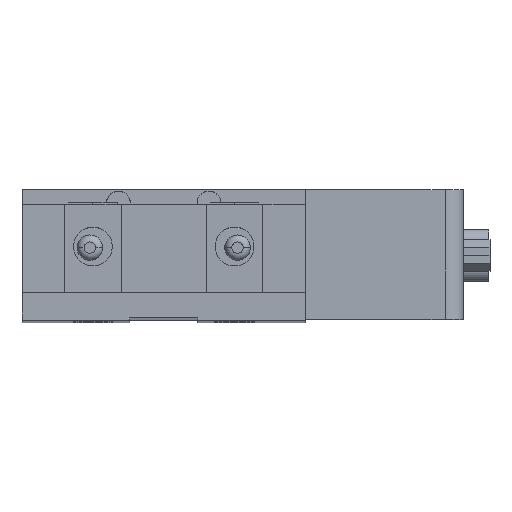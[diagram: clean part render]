
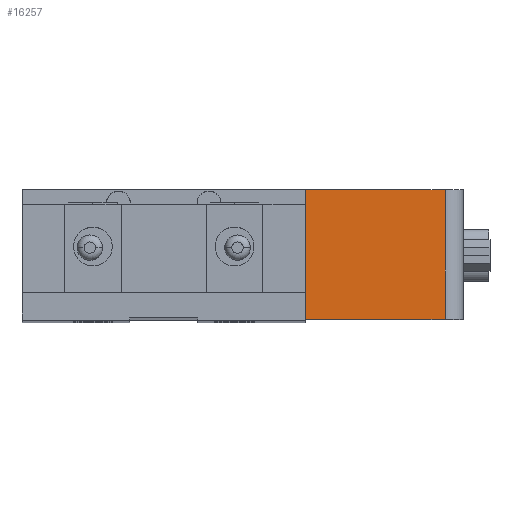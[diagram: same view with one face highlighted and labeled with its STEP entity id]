
A CAD part, top view. The second image highlights one B-rep face of the part: STEP entity #16257.
In plain terms, the highlighted planar face has unit normal (0, 0, 1).
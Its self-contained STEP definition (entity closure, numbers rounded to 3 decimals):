
#1519 = LINE ( 'NONE', #17496, #15478 ) ;
#1739 = PLANE ( 'NONE',  #5673 ) ;
#1799 = DIRECTION ( 'NONE',  ( 1., 0., 0. ) ) ;
#1837 = CARTESIAN_POINT ( 'NONE',  ( 43.41, -12.5, 18.5 ) ) ;
#2122 = DIRECTION ( 'NONE',  ( 1., 0., 0. ) ) ;
#3019 = EDGE_LOOP ( 'NONE', ( #17688, #4292, #9126, #10495 ) ) ;
#3184 = CARTESIAN_POINT ( 'NONE',  ( 49.635, -12.5, 18.5 ) ) ;
#4292 = ORIENTED_EDGE ( 'NONE', *, *, #6072, .T. ) ;
#4584 = LINE ( 'NONE', #16285, #13398 ) ;
#4596 = FACE_OUTER_BOUND ( 'NONE', #3019, .T. ) ;
#4710 = DIRECTION ( 'NONE',  ( 0., 1., 0. ) ) ;
#5673 = AXIS2_PLACEMENT_3D ( 'NONE', #1837, #14758, #5842 ) ;
#5842 = DIRECTION ( 'NONE',  ( 1., 0., 0. ) ) ;
#6072 = EDGE_CURVE ( 'NONE', #6214, #17719, #4584, .T. ) ;
#6214 = VERTEX_POINT ( 'NONE', #8452 ) ;
#7566 = LINE ( 'NONE', #3184, #16284 ) ;
#8452 = CARTESIAN_POINT ( 'NONE',  ( 13.575, 10.4, 18.5 ) ) ;
#8947 = VERTEX_POINT ( 'NONE', #18704 ) ;
#9126 = ORIENTED_EDGE ( 'NONE', *, *, #9579, .T. ) ;
#9579 = EDGE_CURVE ( 'NONE', #17719, #8947, #12464, .T. ) ;
#9756 = CARTESIAN_POINT ( 'NONE',  ( 13.575, -12.5, 18.5 ) ) ;
#9880 = VECTOR ( 'NONE', #2122, 1000. ) ;
#10380 = DIRECTION ( 'NONE',  ( 0., -1., 0. ) ) ;
#10495 = ORIENTED_EDGE ( 'NONE', *, *, #15843, .T. ) ;
#12464 = LINE ( 'NONE', #15154, #9880 ) ;
#13398 = VECTOR ( 'NONE', #10380, 1000. ) ;
#14758 = DIRECTION ( 'NONE',  ( 0., 0., 1. ) ) ;
#15154 = CARTESIAN_POINT ( 'NONE',  ( 43.41, -12.5, 18.5 ) ) ;
#15478 = VECTOR ( 'NONE', #1799, 1000. ) ;
#15843 = EDGE_CURVE ( 'NONE', #8947, #18433, #7566, .T. ) ;
#16257 = ADVANCED_FACE ( 'NONE', ( #4596 ), #1739, .T. ) ;
#16284 = VECTOR ( 'NONE', #4710, 1000. ) ;
#16285 = CARTESIAN_POINT ( 'NONE',  ( 13.575, -12.5, 18.5 ) ) ;
#16745 = CARTESIAN_POINT ( 'NONE',  ( 49.635, 10.4, 18.5 ) ) ;
#17496 = CARTESIAN_POINT ( 'NONE',  ( 43.41, 10.4, 18.5 ) ) ;
#17688 = ORIENTED_EDGE ( 'NONE', *, *, #18776, .F. ) ;
#17719 = VERTEX_POINT ( 'NONE', #9756 ) ;
#18433 = VERTEX_POINT ( 'NONE', #16745 ) ;
#18704 = CARTESIAN_POINT ( 'NONE',  ( 49.635, -12.5, 18.5 ) ) ;
#18776 = EDGE_CURVE ( 'NONE', #6214, #18433, #1519, .T. ) ;
